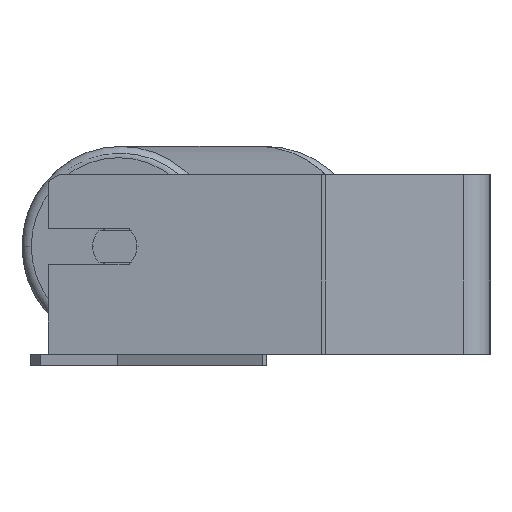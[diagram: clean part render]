
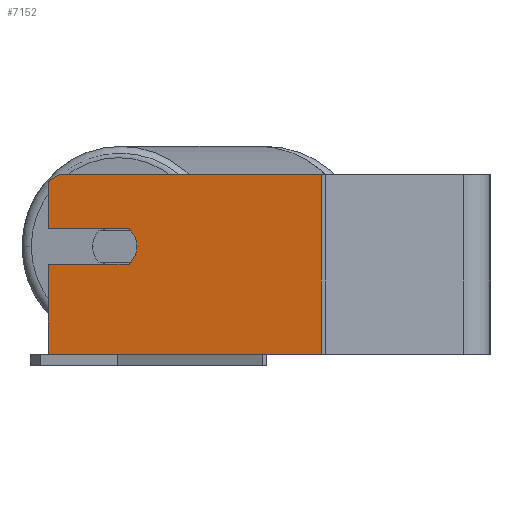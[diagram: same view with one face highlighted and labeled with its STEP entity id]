
A CAD part, left-side view. The second image highlights one B-rep face of the part: STEP entity #7152.
In plain terms, the highlighted planar face has unit normal (-0.985, 0.174, 0).
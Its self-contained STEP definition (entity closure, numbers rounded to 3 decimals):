
#68 = EDGE_CURVE ( 'NONE', #4218, #895, #1714, .T. ) ;
#214 = DIRECTION ( 'NONE',  ( -0.174, -0.985, 0. ) ) ;
#224 = DIRECTION ( 'NONE',  ( 0.15, 0.853, -0.5 ) ) ;
#230 = EDGE_CURVE ( 'NONE', #559, #4991, #5513, .T. ) ;
#284 = CARTESIAN_POINT ( 'NONE',  ( -579.66, 161.04, 16. ) ) ;
#405 = DIRECTION ( 'NONE',  ( 0.174, 0.985, 0. ) ) ;
#559 = VERTEX_POINT ( 'NONE', #2483 ) ;
#666 = DIRECTION ( 'NONE',  ( 0.174, 0.985, 0. ) ) ;
#678 = LINE ( 'NONE', #3463, #5244 ) ;
#777 = ORIENTED_EDGE ( 'NONE', *, *, #1981, .F. ) ;
#895 = VERTEX_POINT ( 'NONE', #5179 ) ;
#904 = DIRECTION ( 'NONE',  ( 0., 0., -1. ) ) ;
#956 = EDGE_CURVE ( 'NONE', #7000, #5633, #2241, .T. ) ;
#991 = CARTESIAN_POINT ( 'NONE',  ( -578.618, 166.949, 8. ) ) ;
#1106 = CARTESIAN_POINT ( 'NONE',  ( -578.618, 166.949, 8. ) ) ;
#1316 = CARTESIAN_POINT ( 'NONE',  ( -580.355, 157.101, 8. ) ) ;
#1321 = CARTESIAN_POINT ( 'NONE',  ( -594.818, 75.078, 40. ) ) ;
#1346 = LINE ( 'NONE', #6920, #2253 ) ;
#1441 = CIRCLE ( 'NONE', #5977, 10. ) ;
#1631 = EDGE_CURVE ( 'NONE', #7527, #559, #2946, .T. ) ;
#1644 = VECTOR ( 'NONE', #2581, 1000. ) ;
#1714 = LINE ( 'NONE', #8601, #2225 ) ;
#1756 = CARTESIAN_POINT ( 'NONE',  ( -573.409, 196.493, 0. ) ) ;
#1931 = EDGE_CURVE ( 'NONE', #5633, #4991, #1346, .T. ) ;
#1981 = EDGE_CURVE ( 'NONE', #7527, #4218, #2116, .T. ) ;
#2110 = VERTEX_POINT ( 'NONE', #1756 ) ;
#2116 = LINE ( 'NONE', #2936, #8561 ) ;
#2225 = VECTOR ( 'NONE', #904, 1000. ) ;
#2241 = CIRCLE ( 'NONE', #3858, 10. ) ;
#2253 = VECTOR ( 'NONE', #666, 1000. ) ;
#2401 = PLANE ( 'NONE',  #9057 ) ;
#2483 = CARTESIAN_POINT ( 'NONE',  ( -573.409, 196.493, 37.113 ) ) ;
#2569 = ORIENTED_EDGE ( 'NONE', *, *, #1931, .F. ) ;
#2581 = DIRECTION ( 'NONE',  ( 0., 0., -1. ) ) ;
#2895 = VECTOR ( 'NONE', #7694, 1000. ) ;
#2936 = CARTESIAN_POINT ( 'NONE',  ( -573.409, 196.493, 40. ) ) ;
#2946 = LINE ( 'NONE', #8556, #8409 ) ;
#3271 = ORIENTED_EDGE ( 'NONE', *, *, #956, .F. ) ;
#3340 = DIRECTION ( 'NONE',  ( -0.985, 0.174, 0. ) ) ;
#3463 = CARTESIAN_POINT ( 'NONE',  ( -573.409, 196.493, 40. ) ) ;
#3781 = DIRECTION ( 'NONE',  ( -0.985, 0.174, 0. ) ) ;
#3849 = LINE ( 'NONE', #6856, #2895 ) ;
#3858 = AXIS2_PLACEMENT_3D ( 'NONE', #1106, #3340, #5949 ) ;
#4004 = ORIENTED_EDGE ( 'NONE', *, *, #1631, .T. ) ;
#4206 = VECTOR ( 'NONE', #4285, 1000. ) ;
#4218 = VERTEX_POINT ( 'NONE', #1321 ) ;
#4243 = LINE ( 'NONE', #5019, #4206 ) ;
#4285 = DIRECTION ( 'NONE',  ( -0.174, -0.985, 0. ) ) ;
#4661 = ORIENTED_EDGE ( 'NONE', *, *, #6557, .T. ) ;
#4849 = CARTESIAN_POINT ( 'NONE',  ( -573.409, 196.493, -40. ) ) ;
#4871 = ORIENTED_EDGE ( 'NONE', *, *, #7197, .F. ) ;
#4991 = VERTEX_POINT ( 'NONE', #7339 ) ;
#5019 = CARTESIAN_POINT ( 'NONE',  ( -579.66, 161.04, 0. ) ) ;
#5052 = ORIENTED_EDGE ( 'NONE', *, *, #6076, .F. ) ;
#5117 = DIRECTION ( 'NONE',  ( 0., 0., -1. ) ) ;
#5179 = CARTESIAN_POINT ( 'NONE',  ( -594.818, 75.078, -40. ) ) ;
#5201 = DIRECTION ( 'NONE',  ( 0.985, -0.174, 0. ) ) ;
#5244 = VECTOR ( 'NONE', #5117, 1000. ) ;
#5513 = LINE ( 'NONE', #8869, #1644 ) ;
#5522 = VERTEX_POINT ( 'NONE', #4849 ) ;
#5633 = VERTEX_POINT ( 'NONE', #284 ) ;
#5949 = DIRECTION ( 'NONE',  ( -0.174, -0.985, 0. ) ) ;
#5977 = AXIS2_PLACEMENT_3D ( 'NONE', #991, #3781, #6605 ) ;
#6076 = EDGE_CURVE ( 'NONE', #2110, #8248, #4243, .T. ) ;
#6322 = CARTESIAN_POINT ( 'NONE',  ( -574.277, 191.569, 40. ) ) ;
#6391 = ORIENTED_EDGE ( 'NONE', *, *, #68, .F. ) ;
#6557 = EDGE_CURVE ( 'NONE', #5522, #895, #3849, .T. ) ;
#6605 = DIRECTION ( 'NONE',  ( -0.174, -0.985, 0. ) ) ;
#6656 = CARTESIAN_POINT ( 'NONE',  ( -573.409, 196.493, 40. ) ) ;
#6741 = FACE_OUTER_BOUND ( 'NONE', #7929, .T. ) ;
#6747 = ORIENTED_EDGE ( 'NONE', *, *, #8189, .T. ) ;
#6856 = CARTESIAN_POINT ( 'NONE',  ( -573.409, 196.493, -40. ) ) ;
#6920 = CARTESIAN_POINT ( 'NONE',  ( -579.66, 161.04, 16. ) ) ;
#6987 = ORIENTED_EDGE ( 'NONE', *, *, #230, .T. ) ;
#7000 = VERTEX_POINT ( 'NONE', #1316 ) ;
#7152 = ADVANCED_FACE ( 'NONE', ( #6741 ), #2401, .F. ) ;
#7197 = EDGE_CURVE ( 'NONE', #8248, #7000, #1441, .T. ) ;
#7211 = CARTESIAN_POINT ( 'NONE',  ( -579.66, 161.04, 0. ) ) ;
#7339 = CARTESIAN_POINT ( 'NONE',  ( -573.409, 196.493, 16. ) ) ;
#7527 = VERTEX_POINT ( 'NONE', #6322 ) ;
#7694 = DIRECTION ( 'NONE',  ( -0.174, -0.985, 0. ) ) ;
#7929 = EDGE_LOOP ( 'NONE', ( #777, #4004, #6987, #2569, #3271, #4871, #5052, #6747, #4661, #6391 ) ) ;
#8189 = EDGE_CURVE ( 'NONE', #2110, #5522, #678, .T. ) ;
#8248 = VERTEX_POINT ( 'NONE', #7211 ) ;
#8409 = VECTOR ( 'NONE', #224, 1000. ) ;
#8556 = CARTESIAN_POINT ( 'NONE',  ( -573.409, 196.493, 37.113 ) ) ;
#8561 = VECTOR ( 'NONE', #214, 1000. ) ;
#8601 = CARTESIAN_POINT ( 'NONE',  ( -594.818, 75.078, 40. ) ) ;
#8869 = CARTESIAN_POINT ( 'NONE',  ( -573.409, 196.493, 40. ) ) ;
#9057 = AXIS2_PLACEMENT_3D ( 'NONE', #6656, #5201, #405 ) ;
